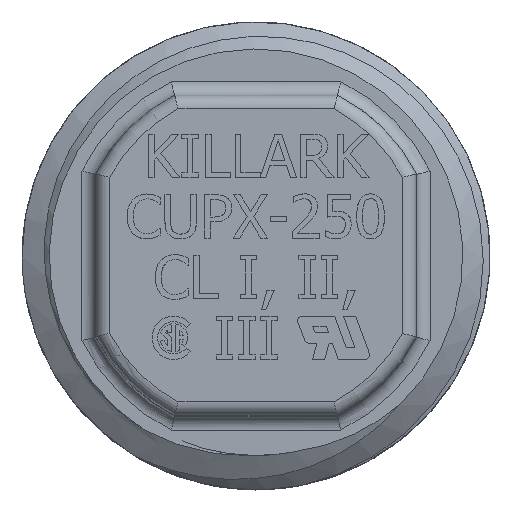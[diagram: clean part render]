
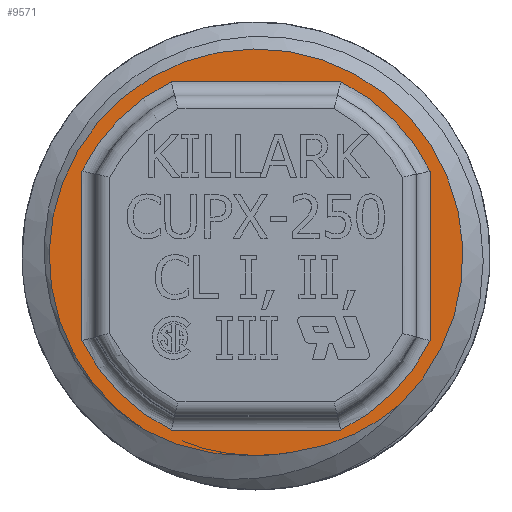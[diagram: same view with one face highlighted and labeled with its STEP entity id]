
A CAD part, top view. The second image highlights one B-rep face of the part: STEP entity #9571.
In plain terms, the highlighted planar face has unit normal (0, 0, 1).
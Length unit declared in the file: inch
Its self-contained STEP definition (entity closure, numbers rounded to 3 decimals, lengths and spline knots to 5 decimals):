
#166=FACE_BOUND('',#1200,.T.);
#250=PLANE('',#10111);
#664=FACE_OUTER_BOUND('',#1199,.T.);
#1199=EDGE_LOOP('',(#7203,#7204,#7205,#7206,#7207));
#1200=EDGE_LOOP('',(#7208,#7209,#7210,#7211,#7212,#7213,#7214,#7215));
#1581=CIRCLE('',#9976,0.23032);
#1582=CIRCLE('',#9978,0.23032);
#1605=CIRCLE('',#10094,0.2235);
#1607=CIRCLE('',#10097,0.2235);
#1609=CIRCLE('',#10100,0.2235);
#1611=CIRCLE('',#10103,0.2235);
#1615=CIRCLE('',#10112,0.23875);
#1771=B_SPLINE_CURVE_WITH_KNOTS('',3,(#15677,#15678,#15679,#15680,#15681,
#15682,#15683,#15684,#15685,#15686,#15687,#15688,#15689,#15690,#15691,#15692,
#15693,#15694,#15695),.UNSPECIFIED.,.F.,.F.,(4,3,3,3,3,3,4),(1.46004,
1.47434,1.51486,1.54726,1.64032,1.6791,
1.77218),.UNSPECIFIED.);
#1780=B_SPLINE_CURVE_WITH_KNOTS('',3,(#16831,#16832,#16833,#16834,#16835,
#16836,#16837,#16838,#16839,#16840,#16841,#16842,#16843,#16844,#16845,#16846),
 .UNSPECIFIED.,.F.,.F.,(4,3,3,3,3,4),(0.,0.04751,0.16005,
0.22828,0.26097,0.34702),.UNSPECIFIED.);
#2356=LINE('',#16853,#3384);
#2358=LINE('',#16888,#3386);
#2360=LINE('',#16923,#3388);
#2362=LINE('',#16958,#3390);
#3384=VECTOR('',#11114,0.3937);
#3386=VECTOR('',#11118,0.3937);
#3388=VECTOR('',#11122,0.3937);
#3390=VECTOR('',#11126,0.3937);
#3983=VERTEX_POINT('',#13361);
#3984=VERTEX_POINT('',#13363);
#3987=VERTEX_POINT('',#13390);
#4479=VERTEX_POINT('',#15676);
#4482=VERTEX_POINT('',#16793);
#4483=VERTEX_POINT('',#16851);
#4484=VERTEX_POINT('',#16852);
#4487=VERTEX_POINT('',#16886);
#4488=VERTEX_POINT('',#16887);
#4491=VERTEX_POINT('',#16921);
#4492=VERTEX_POINT('',#16922);
#4495=VERTEX_POINT('',#16956);
#4496=VERTEX_POINT('',#16957);
#4887=EDGE_CURVE('',#3983,#3984,#1581,.T.);
#4890=EDGE_CURVE('',#3987,#3983,#1582,.T.);
#5479=EDGE_CURVE('',#4479,#3987,#1771,.T.);
#5488=EDGE_CURVE('',#3984,#4482,#1780,.T.);
#5490=EDGE_CURVE('',#4483,#4484,#2356,.T.);
#5494=EDGE_CURVE('',#4487,#4488,#2358,.T.);
#5498=EDGE_CURVE('',#4491,#4492,#2360,.T.);
#5502=EDGE_CURVE('',#4495,#4496,#2362,.T.);
#5506=EDGE_CURVE('',#4492,#4495,#1605,.T.);
#5508=EDGE_CURVE('',#4496,#4487,#1607,.T.);
#5510=EDGE_CURVE('',#4484,#4491,#1609,.T.);
#5512=EDGE_CURVE('',#4488,#4483,#1611,.T.);
#5523=EDGE_CURVE('',#4479,#4482,#1615,.T.);
#7203=ORIENTED_EDGE('',*,*,#5488,.T.);
#7204=ORIENTED_EDGE('',*,*,#5523,.F.);
#7205=ORIENTED_EDGE('',*,*,#5479,.T.);
#7206=ORIENTED_EDGE('',*,*,#4890,.T.);
#7207=ORIENTED_EDGE('',*,*,#4887,.T.);
#7208=ORIENTED_EDGE('',*,*,#5502,.F.);
#7209=ORIENTED_EDGE('',*,*,#5506,.F.);
#7210=ORIENTED_EDGE('',*,*,#5498,.F.);
#7211=ORIENTED_EDGE('',*,*,#5510,.F.);
#7212=ORIENTED_EDGE('',*,*,#5490,.F.);
#7213=ORIENTED_EDGE('',*,*,#5512,.F.);
#7214=ORIENTED_EDGE('',*,*,#5494,.F.);
#7215=ORIENTED_EDGE('',*,*,#5508,.F.);
#9571=ADVANCED_FACE('',(#664,#166),#250,.T.);
#9976=AXIS2_PLACEMENT_3D('',#13368,#10443,#10444);
#9978=AXIS2_PLACEMENT_3D('',#13391,#10448,#10449);
#10094=AXIS2_PLACEMENT_3D('',#16991,#11130,#11131);
#10097=AXIS2_PLACEMENT_3D('',#16994,#11136,#11137);
#10100=AXIS2_PLACEMENT_3D('',#16997,#11142,#11143);
#10103=AXIS2_PLACEMENT_3D('',#17000,#11148,#11149);
#10111=AXIS2_PLACEMENT_3D('',#17020,#11171,#11172);
#10112=AXIS2_PLACEMENT_3D('',#17021,#11173,#11174);
#10443=DIRECTION('center_axis',(0.,0.,1.));
#10444=DIRECTION('ref_axis',(0.,1.,0.));
#10448=DIRECTION('center_axis',(0.,0.,1.));
#10449=DIRECTION('ref_axis',(0.,1.,0.));
#11114=DIRECTION('',(0.,-1.,0.));
#11118=DIRECTION('',(-1.,0.,0.));
#11122=DIRECTION('',(1.,0.,0.));
#11126=DIRECTION('',(0.,1.,0.));
#11130=DIRECTION('center_axis',(0.,0.,1.));
#11131=DIRECTION('ref_axis',(0.707,-0.707,0.));
#11136=DIRECTION('center_axis',(0.,0.,1.));
#11137=DIRECTION('ref_axis',(0.707,0.707,0.));
#11142=DIRECTION('center_axis',(0.,0.,1.));
#11143=DIRECTION('ref_axis',(-0.707,-0.707,0.));
#11148=DIRECTION('center_axis',(0.,0.,1.));
#11149=DIRECTION('ref_axis',(-0.707,0.707,0.));
#11171=DIRECTION('center_axis',(0.,0.,1.));
#11172=DIRECTION('ref_axis',(1.,0.,0.));
#11173=DIRECTION('center_axis',(0.,0.,-1.));
#11174=DIRECTION('ref_axis',(1.,0.,0.));
#13361=CARTESIAN_POINT('',(0.,-0.23032,-0.285));
#13363=CARTESIAN_POINT('',(0.04326,-0.22622,-0.285));
#13368=CARTESIAN_POINT('Origin',(0.,0.,-0.285));
#13390=CARTESIAN_POINT('',(-0.0116,-0.23003,-0.285));
#13391=CARTESIAN_POINT('Origin',(0.,0.,-0.285));
#15676=CARTESIAN_POINT('',(-0.129,-0.2009,-0.285));
#15677=CARTESIAN_POINT('Ctrl Pts',(-0.12901,-0.20092,
-0.285));
#15678=CARTESIAN_POINT('Ctrl Pts',(-0.12737,-0.20182,
-0.285));
#15679=CARTESIAN_POINT('Ctrl Pts',(-0.12573,-0.2027,
-0.285));
#15680=CARTESIAN_POINT('Ctrl Pts',(-0.12408,-0.20356,
-0.285));
#15681=CARTESIAN_POINT('Ctrl Pts',(-0.11939,-0.20599,
-0.285));
#15682=CARTESIAN_POINT('Ctrl Pts',(-0.11462,-0.20827,
-0.285));
#15683=CARTESIAN_POINT('Ctrl Pts',(-0.10976,-0.21039,
-0.285));
#15684=CARTESIAN_POINT('Ctrl Pts',(-0.10588,-0.21209,
-0.285));
#15685=CARTESIAN_POINT('Ctrl Pts',(-0.10195,-0.21368,
-0.285));
#15686=CARTESIAN_POINT('Ctrl Pts',(-0.09798,-0.21516,
-0.285));
#15687=CARTESIAN_POINT('Ctrl Pts',(-0.08659,-0.21942,
-0.285));
#15688=CARTESIAN_POINT('Ctrl Pts',(-0.07488,-0.22279,
-0.285));
#15689=CARTESIAN_POINT('Ctrl Pts',(-0.06296,-0.22525,
-0.285));
#15690=CARTESIAN_POINT('Ctrl Pts',(-0.058,-0.22628,
-0.285));
#15691=CARTESIAN_POINT('Ctrl Pts',(-0.05299,-0.22714,
-0.285));
#15692=CARTESIAN_POINT('Ctrl Pts',(-0.04797,-0.22784,
-0.285));
#15693=CARTESIAN_POINT('Ctrl Pts',(-0.03593,-0.22952,
-0.285));
#15694=CARTESIAN_POINT('Ctrl Pts',(-0.02377,-0.23027,
-0.285));
#15695=CARTESIAN_POINT('Ctrl Pts',(-0.0116,-0.23003,
-0.285));
#16793=CARTESIAN_POINT('',(0.16598,-0.17162,-0.285));
#16831=CARTESIAN_POINT('Ctrl Pts',(0.04327,-0.22623,
-0.285));
#16832=CARTESIAN_POINT('Ctrl Pts',(0.04945,-0.22545,
-0.285));
#16833=CARTESIAN_POINT('Ctrl Pts',(0.05559,-0.22442,
-0.285));
#16834=CARTESIAN_POINT('Ctrl Pts',(0.06167,-0.22315,
-0.285));
#16835=CARTESIAN_POINT('Ctrl Pts',(0.07608,-0.22012,
-0.285));
#16836=CARTESIAN_POINT('Ctrl Pts',(0.09015,-0.2157,
-0.285));
#16837=CARTESIAN_POINT('Ctrl Pts',(0.10371,-0.21001,
-0.285));
#16838=CARTESIAN_POINT('Ctrl Pts',(0.11194,-0.20655,
-0.285));
#16839=CARTESIAN_POINT('Ctrl Pts',(0.11998,-0.20263,
-0.285));
#16840=CARTESIAN_POINT('Ctrl Pts',(0.12779,-0.19825,
-0.285));
#16841=CARTESIAN_POINT('Ctrl Pts',(0.13154,-0.19615,
-0.285));
#16842=CARTESIAN_POINT('Ctrl Pts',(0.13522,-0.19395,
-0.285));
#16843=CARTESIAN_POINT('Ctrl Pts',(0.13884,-0.19166,
-0.285));
#16844=CARTESIAN_POINT('Ctrl Pts',(0.14837,-0.18563,
-0.285));
#16845=CARTESIAN_POINT('Ctrl Pts',(0.15744,-0.17893,
-0.285));
#16846=CARTESIAN_POINT('Ctrl Pts',(0.16598,-0.17162,
-0.285));
#16851=CARTESIAN_POINT('',(-0.201,0.09773,-0.285));
#16852=CARTESIAN_POINT('',(-0.201,-0.09773,-0.285));
#16853=CARTESIAN_POINT('',(-0.201,0.0925,-0.285));
#16886=CARTESIAN_POINT('',(0.09773,0.201,-0.285));
#16887=CARTESIAN_POINT('',(-0.09773,0.201,-0.285));
#16888=CARTESIAN_POINT('',(0.0925,0.201,-0.285));
#16921=CARTESIAN_POINT('',(-0.09773,-0.201,-0.285));
#16922=CARTESIAN_POINT('',(0.09773,-0.201,-0.285));
#16923=CARTESIAN_POINT('',(-0.0925,-0.201,-0.285));
#16956=CARTESIAN_POINT('',(0.201,-0.09773,-0.285));
#16957=CARTESIAN_POINT('',(0.201,0.09773,-0.285));
#16958=CARTESIAN_POINT('',(0.201,-0.0925,-0.285));
#16991=CARTESIAN_POINT('Origin',(0.,0.,-0.285));
#16994=CARTESIAN_POINT('Origin',(0.,0.,-0.285));
#16997=CARTESIAN_POINT('Origin',(0.,0.,-0.285));
#17000=CARTESIAN_POINT('Origin',(0.,0.,-0.285));
#17020=CARTESIAN_POINT('Origin',(0.,0.,-0.285));
#17021=CARTESIAN_POINT('Origin',(0.,0.,-0.285));
